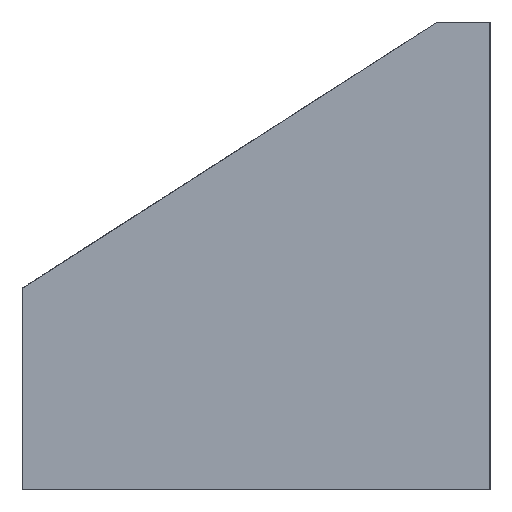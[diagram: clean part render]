
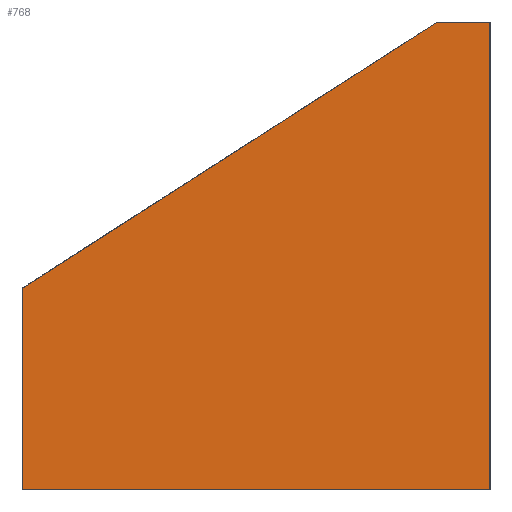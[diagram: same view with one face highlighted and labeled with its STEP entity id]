
A CAD part, left-side view. The second image highlights one B-rep face of the part: STEP entity #768.
In plain terms, the highlighted planar face has unit normal (-1, 0, 0).
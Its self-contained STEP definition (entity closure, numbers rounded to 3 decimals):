
#136=DIRECTION('',(0.,-1.,0.));
#137=VECTOR('',#136,6.502);
#138=CARTESIAN_POINT('',(0.,6.502,0.));
#139=LINE('',#138,#137);
#143=DIRECTION('',(0.,0.842,-0.54));
#144=VECTOR('',#143,61.186);
#145=CARTESIAN_POINT('',(0.,6.502,0.));
#146=LINE('',#145,#144);
#150=DIRECTION('',(0.,0.,-1.));
#151=VECTOR('',#150,24.994);
#152=CARTESIAN_POINT('',(0.,58.014,-33.02));
#153=LINE('',#152,#151);
#157=DIRECTION('',(0.,0.,-1.));
#158=VECTOR('',#157,58.014);
#159=CARTESIAN_POINT('',(0.,0.,0.));
#160=LINE('',#159,#158);
#277=DIRECTION('',(0.,-1.,0.));
#278=VECTOR('',#277,58.014);
#279=CARTESIAN_POINT('',(0.,58.014,-58.014));
#280=LINE('',#279,#278);
#634=CARTESIAN_POINT('',(0.,0.,0.));
#636=VERTEX_POINT('',#634);
#638=CARTESIAN_POINT('',(0.,0.,-58.014));
#640=VERTEX_POINT('',#638);
#644=CARTESIAN_POINT('',(0.,58.014,-58.014));
#645=VERTEX_POINT('',#644);
#650=CARTESIAN_POINT('',(0.,6.502,0.));
#652=VERTEX_POINT('',#650);
#656=CARTESIAN_POINT('',(0.,58.014,-33.02));
#657=VERTEX_POINT('',#656);
#753=CARTESIAN_POINT('',(0.,58.014,0.));
#754=DIRECTION('',(-1.,0.,0.));
#755=DIRECTION('',(0.,-1.,0.));
#756=AXIS2_PLACEMENT_3D('',#753,#754,#755);
#757=PLANE('',#756);
#758=ORIENTED_EDGE('',*,*,#737,.F.);
#759=ORIENTED_EDGE('',*,*,#727,.T.);
#761=ORIENTED_EDGE('',*,*,#760,.T.);
#763=ORIENTED_EDGE('',*,*,#762,.F.);
#765=ORIENTED_EDGE('',*,*,#764,.F.);
#766=EDGE_LOOP('',(#758,#759,#761,#763,#765));
#767=FACE_OUTER_BOUND('',#766,.F.);
#768=ADVANCED_FACE('',(#767),#757,.T.);
#727=EDGE_CURVE('',#652,#636,#139,.T.);
#737=EDGE_CURVE('',#652,#657,#146,.T.);
#760=EDGE_CURVE('',#636,#640,#160,.T.);
#762=EDGE_CURVE('',#645,#640,#280,.T.);
#764=EDGE_CURVE('',#657,#645,#153,.T.);
